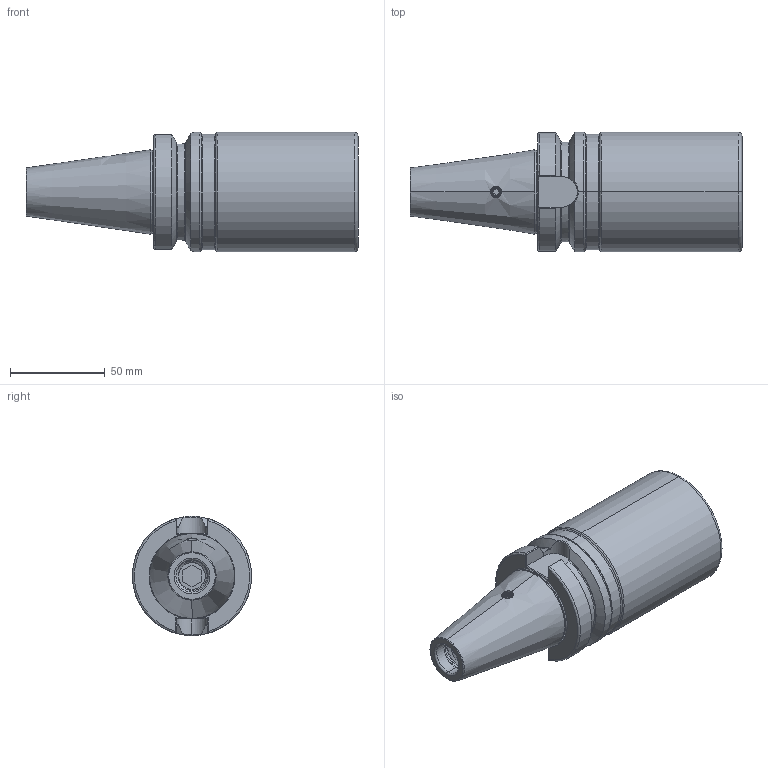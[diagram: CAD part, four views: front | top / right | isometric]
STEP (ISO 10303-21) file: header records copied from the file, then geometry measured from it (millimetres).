
FILE_DESCRIPTION (( 'STEP AP203' ), '1' );
FILE_NAME ('405.08.04A.STEP', '2016-11-26T01:10:41', ( '' ), ( '' ), 'SwSTEP 2.0', 'SolidWorks 2012', '' );
FILE_SCHEMA (( 'CONFIG_CONTROL_DESIGN' ));
Length unit declared in the file: millimetre
Products named in the file (5): 405.08.04A; 2-41371004AF_M26xP1.5_13L; 2-01150001C1_M5xP0.8-5L; 2-01130023_M16xP2-45L
Assembly tree (4 placements, depth 2):
  405.08.04A
    405.08.04A
    2-01130023_M16xP2-45L
    2-01150001C1_M5xP0.8-5L
    2-41371004AF_M26xP1.5_13L
Bounding box: 175.4 x 63 x 63 mm (x, y, z)
Volume: 294923.5 mm3; surface area: 59016.7 mm2
Topology: 4 solids, 4 shells, 409 faces, 1086 edges, 688 vertices
Faces by surface type: cylinder 170, plane 77, bspline 61, cone 56, torus 45
Entity records: 58307 total; most frequent: CARTESIAN_POINT 49025, ORIENTED_EDGE 2168, DIRECTION 1497, EDGE_CURVE 1084, VERTEX_POINT 688, AXIS2_PLACEMENT_3D 580, EDGE_LOOP 420, ADVANCED_FACE 409
